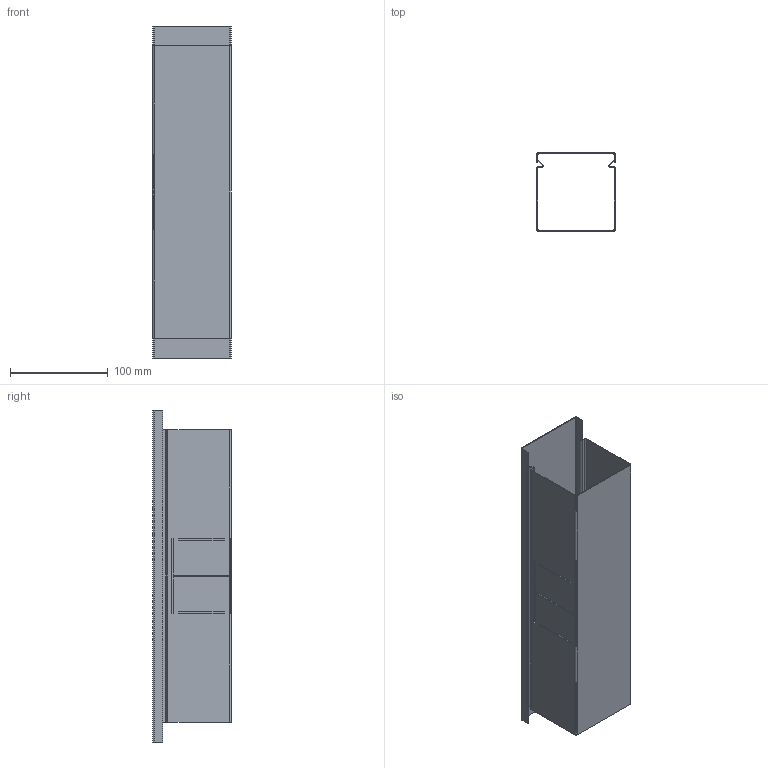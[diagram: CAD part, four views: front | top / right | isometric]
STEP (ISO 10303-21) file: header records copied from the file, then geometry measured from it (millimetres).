
FILE_DESCRIPTION (( 'STEP AP214' ), '1' );
FILE_NAME ('6248340.stp', '2016-10-05T12:16:26', ( '' ), ( '' ), 'SwSTEP 2.0', 'SolidWorks 2014', '' );
FILE_SCHEMA (( 'AUTOMOTIVE_DESIGN' ));
Length unit declared in the file: millimetre
Products named in the file (3): Oberteil_1; Unterteil_ohne_vorsp; 6248340
Assembly tree (2 placements, depth 2):
  6248340
    Unterteil_ohne_vorsp
    Oberteil_1
Bounding box: 80 x 79.98 x 340 mm (x, y, z)
Volume: 77214.8 mm3; surface area: 207878.2 mm2
Topology: 2 solids, 2 shells, 70 faces, 200 edges, 132 vertices
Faces by surface type: plane 48, cylinder 22
Entity records: 3113 total; most frequent: CARTESIAN_POINT 407, ORIENTED_EDGE 400, DIRECTION 394, EDGE_CURVE 200, LINE 156, VECTOR 156, VERTEX_POINT 132, AXIS2_PLACEMENT_3D 119
